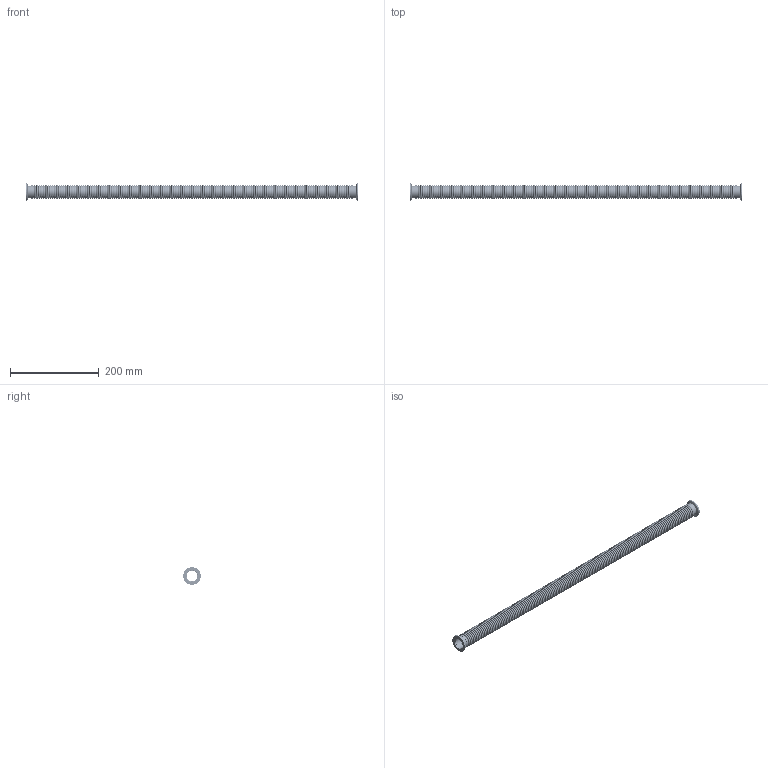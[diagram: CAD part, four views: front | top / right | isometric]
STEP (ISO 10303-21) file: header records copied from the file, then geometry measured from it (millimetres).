
FILE_DESCRIPTION (( 'STEP AP214' ), '1' );
FILE_NAME ('120SWN025-0750.stp', '2017-06-07T11:12:30', ( '' ), ( '' ), 'SwSTEP 2.0', 'SolidWorks 2015', '' );
FILE_SCHEMA (( 'AUTOMOTIVE_DESIGN' ));
Length unit declared in the file: millimetre
Products named in the file (1): 120SWN025-0750
Bounding box: 750 x 40 x 40 mm (x, y, z)
Volume: 31157.2 mm3; surface area: 291459.2 mm2
Topology: 1 solids, 1 shells, 4074 faces, 8152 edges, 4660 vertices
Faces by surface type: torus 2316, cylinder 1172, plane 582, cone 4
Entity records: 151972 total; most frequent: DIRECTION 23278, CARTESIAN_POINT 16887, ORIENTED_EDGE 16304, AXIS2_PLACEMENT_3D 11051, EDGE_CURVE 8152, CIRCLE 6976, VERTEX_POINT 4660, EDGE_LOOP 4656
